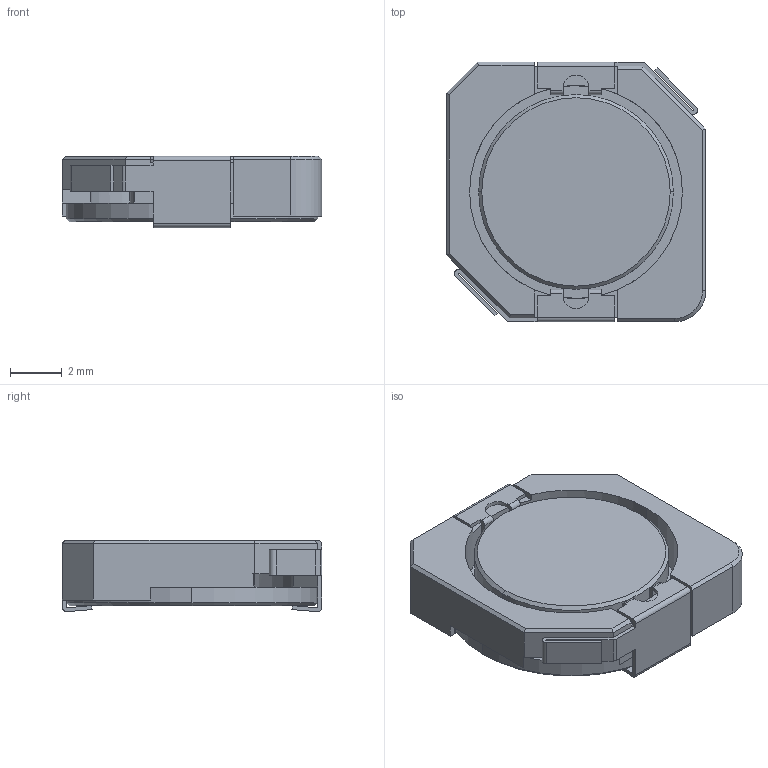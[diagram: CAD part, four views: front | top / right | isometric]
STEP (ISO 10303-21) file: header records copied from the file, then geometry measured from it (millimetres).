
FILE_DESCRIPTION (( 'STEP AP214' ), '1' );
FILE_NAME ('User Library-45281.STEP', '2021-11-17T08:54:06', ( '' ), ( '' ), 'SwSTEP 2.0', 'SolidWorks 2021', '' );
FILE_SCHEMA (( 'AUTOMOTIVE_DESIGN' ));
Length unit declared in the file: millimetre
Products named in the file (5): 45281_03; 45281_042; User Library-45281; 45281_01; 45281_02
Assembly tree (4 placements, depth 2):
  User Library-45281
    45281_01
    45281_02
    45281_03
    45281_042
Bounding box: 10 x 10 x 2.75 mm (x, y, z)
Volume: 181.5 mm3; surface area: 531.1 mm2
Topology: 4 solids, 4 shells, 151 faces, 419 edges, 276 vertices
Faces by surface type: plane 100, cylinder 46, cone 5
Entity records: 6683 total; most frequent: CARTESIAN_POINT 856, DIRECTION 840, ORIENTED_EDGE 838, EDGE_CURVE 419, VECTOR 312, LINE 312, VERTEX_POINT 276, AXIS2_PLACEMENT_3D 264
